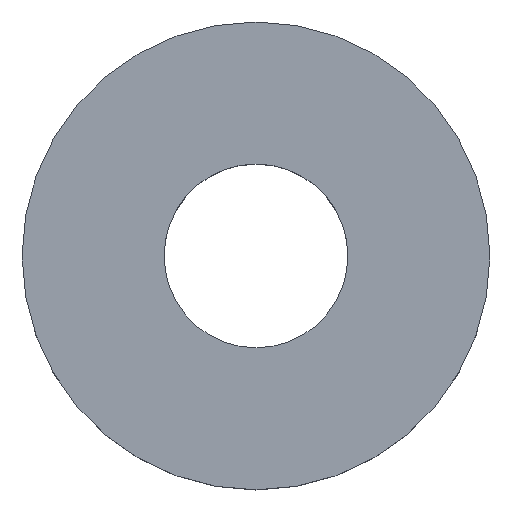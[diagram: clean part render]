
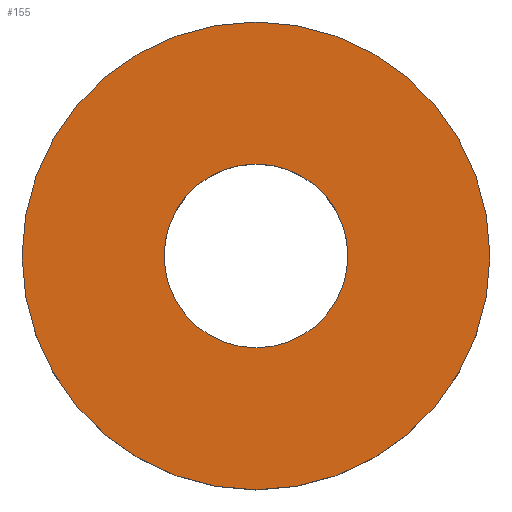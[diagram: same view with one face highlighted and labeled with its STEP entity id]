
A CAD part, top view. The second image highlights one B-rep face of the part: STEP entity #155.
In plain terms, the highlighted planar face has unit normal (0, 0, 1).
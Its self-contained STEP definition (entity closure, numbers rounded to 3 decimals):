
#7 = DIRECTION ( 'NONE',  ( 1., 0., 0. ) ) ;
#12 = EDGE_CURVE ( 'NONE', #39, #190, #78, .T. ) ;
#16 = FACE_OUTER_BOUND ( 'NONE', #100, .T. ) ;
#17 = DIRECTION ( 'NONE',  ( 1., 0., 0. ) ) ;
#24 = CARTESIAN_POINT ( 'NONE',  ( 2.75, 0., 2.5 ) ) ;
#27 = EDGE_CURVE ( 'NONE', #153, #197, #232, .T. ) ;
#28 = DIRECTION ( 'NONE',  ( 0., 0., 1. ) ) ;
#30 = AXIS2_PLACEMENT_3D ( 'NONE', #99, #131, #183 ) ;
#36 = AXIS2_PLACEMENT_3D ( 'NONE', #117, #206, #60 ) ;
#39 = VERTEX_POINT ( 'NONE', #90 ) ;
#43 = DIRECTION ( 'NONE',  ( 0., 0., 1. ) ) ;
#48 = DIRECTION ( 'NONE',  ( 0., 0., 1. ) ) ;
#53 = FACE_BOUND ( 'NONE', #243, .T. ) ;
#60 = DIRECTION ( 'NONE',  ( 1., 0., 0. ) ) ;
#62 = CIRCLE ( 'NONE', #177, 2.75 ) ;
#65 = CARTESIAN_POINT ( 'NONE',  ( 7., 0., 2.5 ) ) ;
#78 = CIRCLE ( 'NONE', #149, 2.75 ) ;
#81 = ORIENTED_EDGE ( 'NONE', *, *, #12, .F. ) ;
#90 = CARTESIAN_POINT ( 'NONE',  ( -2.75, 0., 2.5 ) ) ;
#97 = CARTESIAN_POINT ( 'NONE',  ( -7., 0., 2.5 ) ) ;
#99 = CARTESIAN_POINT ( 'NONE',  ( 0., 0., 2.5 ) ) ;
#100 = EDGE_LOOP ( 'NONE', ( #140, #121 ) ) ;
#115 = AXIS2_PLACEMENT_3D ( 'NONE', #194, #28, #7 ) ;
#117 = CARTESIAN_POINT ( 'NONE',  ( 0., 0., 2.5 ) ) ;
#121 = ORIENTED_EDGE ( 'NONE', *, *, #192, .T. ) ;
#125 = DIRECTION ( 'NONE',  ( 1., 0., 0. ) ) ;
#131 = DIRECTION ( 'NONE',  ( 0., 0., 1. ) ) ;
#140 = ORIENTED_EDGE ( 'NONE', *, *, #27, .T. ) ;
#144 = CIRCLE ( 'NONE', #36, 7. ) ;
#149 = AXIS2_PLACEMENT_3D ( 'NONE', #158, #48, #125 ) ;
#153 = VERTEX_POINT ( 'NONE', #97 ) ;
#155 = ADVANCED_FACE ( 'NONE', ( #16, #53 ), #204, .T. ) ;
#158 = CARTESIAN_POINT ( 'NONE',  ( 0., 0., 2.5 ) ) ;
#177 = AXIS2_PLACEMENT_3D ( 'NONE', #228, #43, #17 ) ;
#183 = DIRECTION ( 'NONE',  ( 1., 0., 0. ) ) ;
#190 = VERTEX_POINT ( 'NONE', #24 ) ;
#192 = EDGE_CURVE ( 'NONE', #197, #153, #144, .T. ) ;
#194 = CARTESIAN_POINT ( 'NONE',  ( 0., 0., 2.5 ) ) ;
#197 = VERTEX_POINT ( 'NONE', #65 ) ;
#204 = PLANE ( 'NONE',  #30 ) ;
#206 = DIRECTION ( 'NONE',  ( 0., 0., 1. ) ) ;
#217 = ORIENTED_EDGE ( 'NONE', *, *, #244, .F. ) ;
#228 = CARTESIAN_POINT ( 'NONE',  ( 0., 0., 2.5 ) ) ;
#232 = CIRCLE ( 'NONE', #115, 7. ) ;
#243 = EDGE_LOOP ( 'NONE', ( #81, #217 ) ) ;
#244 = EDGE_CURVE ( 'NONE', #190, #39, #62, .T. ) ;
